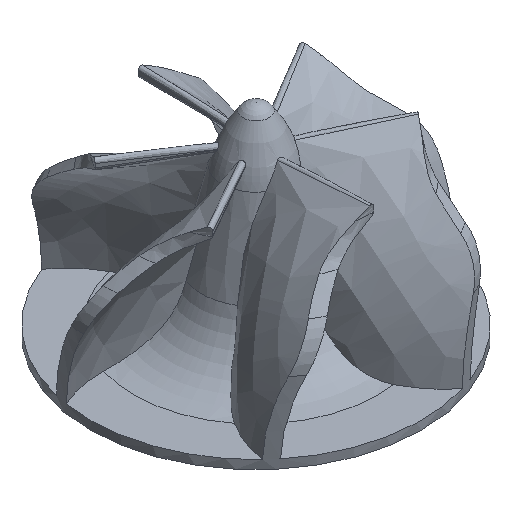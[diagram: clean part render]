
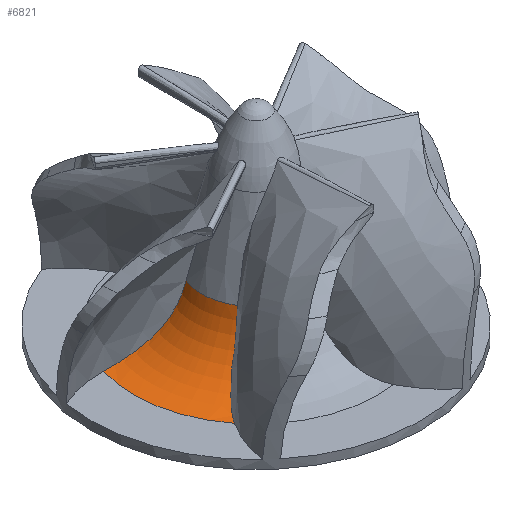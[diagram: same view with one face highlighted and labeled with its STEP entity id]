
A CAD part, isometric view. The second image highlights one B-rep face of the part: STEP entity #6821.
In plain terms, the highlighted toroidal (fillet/blend) face has major radius 14 mm and minor radius 8 mm.
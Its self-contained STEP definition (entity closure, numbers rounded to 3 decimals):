
#5204 = VERTEX_POINT('',#5205);
#5205 = CARTESIAN_POINT('',(-5.33,-3.21,
    6.13));
#5231 = EDGE_CURVE('',#5204,#5232,#5234,.T.);
#5232 = VERTEX_POINT('',#5233);
#5233 = CARTESIAN_POINT('',(-11.057,-8.588,0.));
#5234 = B_SPLINE_CURVE_WITH_KNOTS('',6,(#5235,#5236,#5237,#5238,#5239,
    #5240,#5241,#5242,#5243,#5244,#5245,#5246,#5247,#5248,#5249,#5250,
    #5251,#5252,#5253,#5254,#5255,#5256,#5257,#5258,#5259,#5260,#5261,
    #5262,#5263,#5264,#5265,#5266,#5267,#5268,#5269,#5270,#5271,#5272,
    #5273,#5274,#5275,#5276),.UNSPECIFIED.,.F.,.F.,(7,5,5,5,5,5,5,5,7),(
    0.,0.047,0.228,0.359,0.49,
    0.582,0.713,0.846,1.),.UNSPECIFIED.);
#5235 = CARTESIAN_POINT('',(-5.33,-3.21,
    6.13));
#5236 = CARTESIAN_POINT('',(-5.347,-3.22,
    6.047));
#5237 = CARTESIAN_POINT('',(-5.364,-3.232,
    5.965));
#5238 = CARTESIAN_POINT('',(-5.382,-3.244,
    5.882));
#5239 = CARTESIAN_POINT('',(-5.401,-3.257,
    5.8));
#5240 = CARTESIAN_POINT('',(-5.421,-3.271,
    5.718));
#5241 = CARTESIAN_POINT('',(-5.52,-3.342,
    5.326));
#5242 = CARTESIAN_POINT('',(-5.609,-3.409,
    5.02));
#5243 = CARTESIAN_POINT('',(-5.71,-3.486,4.72
    ));
#5244 = CARTESIAN_POINT('',(-5.823,-3.572,
    4.426));
#5245 = CARTESIAN_POINT('',(-5.946,-3.665,
    4.14));
#5246 = CARTESIAN_POINT('',(-6.179,-3.839,
    3.661));
#5247 = CARTESIAN_POINT('',(-6.283,-3.917,
    3.464));
#5248 = CARTESIAN_POINT('',(-6.392,-3.998,
    3.272));
#5249 = CARTESIAN_POINT('',(-6.506,-4.082,
    3.085));
#5250 = CARTESIAN_POINT('',(-6.626,-4.171,
    2.903));
#5251 = CARTESIAN_POINT('',(-6.875,-4.357,
    2.549));
#5252 = CARTESIAN_POINT('',(-7.005,-4.454,
    2.378));
#5253 = CARTESIAN_POINT('',(-7.139,-4.555,
    2.212));
#5254 = CARTESIAN_POINT('',(-7.277,-4.66,2.053
    ));
#5255 = CARTESIAN_POINT('',(-7.418,-4.769,
    1.9));
#5256 = CARTESIAN_POINT('',(-7.665,-4.964,
    1.65));
#5257 = CARTESIAN_POINT('',(-7.768,-5.046,
    1.55));
#5258 = CARTESIAN_POINT('',(-7.873,-5.131,
    1.453));
#5259 = CARTESIAN_POINT('',(-7.979,-5.218,
    1.36));
#5260 = CARTESIAN_POINT('',(-8.086,-5.307,
    1.27));
#5261 = CARTESIAN_POINT('',(-8.348,-5.53,
    1.06));
#5262 = CARTESIAN_POINT('',(-8.503,-5.665,
    0.944));
#5263 = CARTESIAN_POINT('',(-8.66,-5.805,
    0.836));
#5264 = CARTESIAN_POINT('',(-8.817,-5.95,
    0.735));
#5265 = CARTESIAN_POINT('',(-8.974,-6.1,
    0.642));
#5266 = CARTESIAN_POINT('',(-9.291,-6.411,
    0.47));
#5267 = CARTESIAN_POINT('',(-9.449,-6.573,
    0.391));
#5268 = CARTESIAN_POINT('',(-9.607,-6.739,
    0.321));
#5269 = CARTESIAN_POINT('',(-9.763,-6.91,
    0.258));
#5270 = CARTESIAN_POINT('',(-9.918,-7.086,
    0.204));
#5271 = CARTESIAN_POINT('',(-10.244,-7.473,
    0.105));
#5272 = CARTESIAN_POINT('',(-10.416,-7.686,
    0.063));
#5273 = CARTESIAN_POINT('',(-10.584,-7.905,
    0.031));
#5274 = CARTESIAN_POINT('',(-10.747,-8.128,
    0.01));
#5275 = CARTESIAN_POINT('',(-10.905,-8.356,0.));
#5276 = CARTESIAN_POINT('',(-11.057,-8.588,0.));
#5506 = VERTEX_POINT('',#5507);
#5507 = CARTESIAN_POINT('',(-5.823,2.191,
    6.13));
#5526 = EDGE_CURVE('',#5204,#5506,#5527,.T.);
#5527 = CIRCLE('',#5528,6.222);
#5528 = AXIS2_PLACEMENT_3D('',#5529,#5530,#5531);
#5529 = CARTESIAN_POINT('',(0.,0.,6.13));
#5530 = DIRECTION('',(0.,0.,-1.));
#5531 = DIRECTION('',(1.,0.,0.));
#5874 = VERTEX_POINT('',#5875);
#5875 = CARTESIAN_POINT('',(-13.393,4.078,0.));
#5887 = EDGE_CURVE('',#5874,#5506,#5888,.T.);
#5888 = B_SPLINE_CURVE_WITH_KNOTS('',6,(#5889,#5890,#5891,#5892,#5893,
    #5894,#5895,#5896,#5897,#5898,#5899,#5900,#5901,#5902,#5903,#5904,
    #5905,#5906,#5907,#5908,#5909,#5910,#5911,#5912,#5913,#5914,#5915,
    #5916,#5917,#5918,#5919,#5920,#5921,#5922,#5923,#5924,#5925,#5926,
    #5927,#5928,#5929,#5930),.UNSPECIFIED.,.F.,.F.,(7,5,5,5,5,5,5,5,7),(
    0.,0.073,0.2,0.324,0.405,
    0.583,0.722,0.861,1.),.UNSPECIFIED.);
#5889 = CARTESIAN_POINT('',(-13.393,4.078,0.));
#5890 = CARTESIAN_POINT('',(-13.262,4.075,0.)
  );
#5891 = CARTESIAN_POINT('',(-13.132,4.07,
    0.002));
#5892 = CARTESIAN_POINT('',(-13.001,4.063,
    0.007));
#5893 = CARTESIAN_POINT('',(-12.871,4.054,
    0.014));
#5894 = CARTESIAN_POINT('',(-12.742,4.044,
    0.024));
#5895 = CARTESIAN_POINT('',(-12.387,4.012,
    0.057));
#5896 = CARTESIAN_POINT('',(-12.163,3.987,
    0.086));
#5897 = CARTESIAN_POINT('',(-11.94,3.958,
    0.122));
#5898 = CARTESIAN_POINT('',(-11.719,3.924,
    0.165));
#5899 = CARTESIAN_POINT('',(-11.501,3.886,0.216
    ));
#5900 = CARTESIAN_POINT('',(-11.075,3.804,
    0.332));
#5901 = CARTESIAN_POINT('',(-10.867,3.761,0.396
    ));
#5902 = CARTESIAN_POINT('',(-10.662,3.714,0.467
    ));
#5903 = CARTESIAN_POINT('',(-10.46,3.664,0.545
    ));
#5904 = CARTESIAN_POINT('',(-10.261,3.612,
    0.631));
#5905 = CARTESIAN_POINT('',(-9.94,3.523,
    0.783));
#5906 = CARTESIAN_POINT('',(-9.814,3.487,
    0.846));
#5907 = CARTESIAN_POINT('',(-9.69,3.451,
    0.912));
#5908 = CARTESIAN_POINT('',(-9.568,3.414,
    0.98));
#5909 = CARTESIAN_POINT('',(-9.447,3.376,
    1.052));
#5910 = CARTESIAN_POINT('',(-9.068,3.256,
    1.289));
#5911 = CARTESIAN_POINT('',(-8.816,3.172,1.464)
  );
#5912 = CARTESIAN_POINT('',(-8.573,3.088,1.653
    ));
#5913 = CARTESIAN_POINT('',(-8.34,3.005,
    1.853));
#5914 = CARTESIAN_POINT('',(-8.116,2.925,2.065
    ));
#5915 = CARTESIAN_POINT('',(-7.735,2.788,
    2.462));
#5916 = CARTESIAN_POINT('',(-7.573,2.731,
    2.643));
#5917 = CARTESIAN_POINT('',(-7.418,2.676,
    2.83));
#5918 = CARTESIAN_POINT('',(-7.269,2.625,
    3.023));
#5919 = CARTESIAN_POINT('',(-7.127,2.577,3.222)
  );
#5920 = CARTESIAN_POINT('',(-6.856,2.488,
    3.631));
#5921 = CARTESIAN_POINT('',(-6.728,2.447,
    3.841));
#5922 = CARTESIAN_POINT('',(-6.606,2.41,4.055)
  );
#5923 = CARTESIAN_POINT('',(-6.492,2.377,4.274
    ));
#5924 = CARTESIAN_POINT('',(-6.385,2.347,4.498
    ));
#5925 = CARTESIAN_POINT('',(-6.189,2.293,4.951)
  );
#5926 = CARTESIAN_POINT('',(-6.098,2.269,
    5.181));
#5927 = CARTESIAN_POINT('',(-6.016,2.248,5.414
    ));
#5928 = CARTESIAN_POINT('',(-5.943,2.228,
    5.65));
#5929 = CARTESIAN_POINT('',(-5.878,2.209,5.889
    ));
#5930 = CARTESIAN_POINT('',(-5.823,2.191,
    6.13));
#6454 = EDGE_CURVE('',#5232,#5874,#6455,.T.);
#6455 = CIRCLE('',#6456,14.);
#6456 = AXIS2_PLACEMENT_3D('',#6457,#6458,#6459);
#6457 = CARTESIAN_POINT('',(0.,0.,0.));
#6458 = DIRECTION('',(0.,0.,-1.));
#6459 = DIRECTION('',(1.,0.,0.));
#6821 = ADVANCED_FACE('',(#6822),#6828,.F.);
#6822 = FACE_BOUND('',#6823,.T.);
#6823 = EDGE_LOOP('',(#6824,#6825,#6826,#6827));
#6824 = ORIENTED_EDGE('',*,*,#5526,.T.);
#6825 = ORIENTED_EDGE('',*,*,#5887,.F.);
#6826 = ORIENTED_EDGE('',*,*,#6454,.F.);
#6827 = ORIENTED_EDGE('',*,*,#5231,.F.);
#6828 = TOROIDAL_SURFACE('',#6829,14.,8.);
#6829 = AXIS2_PLACEMENT_3D('',#6830,#6831,#6832);
#6830 = CARTESIAN_POINT('',(0.,0.,8.));
#6831 = DIRECTION('',(0.,0.,1.));
#6832 = DIRECTION('',(1.,0.,0.));
